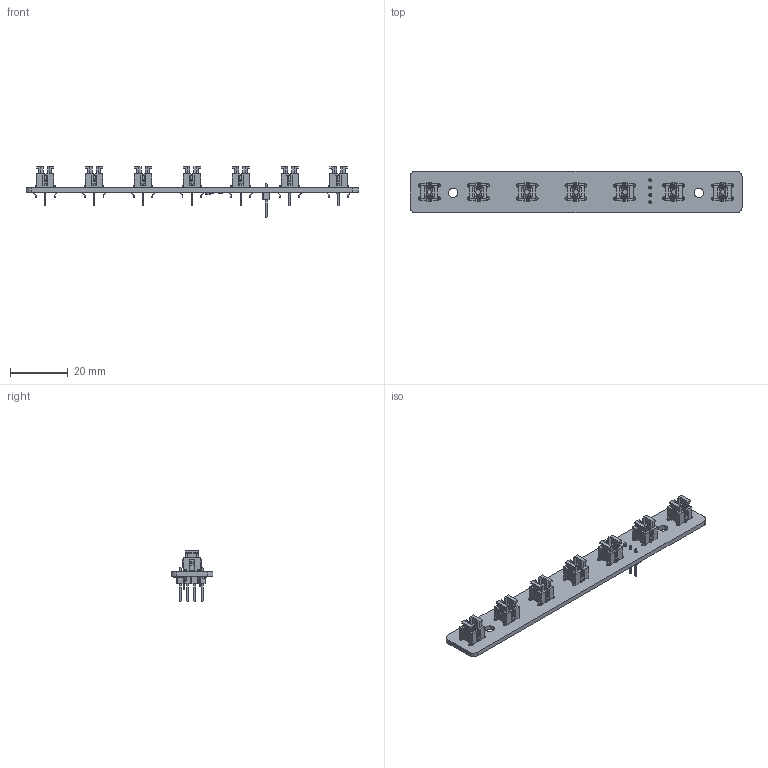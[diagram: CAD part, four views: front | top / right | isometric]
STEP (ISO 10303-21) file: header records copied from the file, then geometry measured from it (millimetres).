
FILE_DESCRIPTION(('KiCad electronic assembly'),'2;1');
FILE_NAME('ufc_v5_ap.step','2022-08-26T16:10:12',('An Author'),( 'A Company'),'Open CASCADE STEP processor 6.9', 'KiCad to STEP converter','Unknown');
FILE_SCHEMA(('AUTOMOTIVE_DESIGN { 1 0 10303 214 1 1 1 1 }'));
Length unit declared in the file: millimetre
Products named in the file (12): Open CASCADE STEP translator 6.9 1; R_Array_Convex_4x0603; SOLID; R_0402_1005Metric; PinHeader_1x04_P2.54mm_Vertical; C_0603_1608Metric; TL1240GQ; COMPOUND
Assembly tree (18 placements, depth 3):
  Open CASCADE STEP translator 6.9 1
    R_Array_Convex_4x0603  x2
      SOLID
    R_0402_1005Metric
      SOLID
    PinHeader_1x04_P2.54mm_Vertical
      SOLID
    C_0603_1608Metric
      SOLID
    TL1240GQ  x7
      SOLID
    COMPOUND
Bounding box: 115 x 14.5 x 17.44 mm (x, y, z)
Volume: 3574.2 mm3; surface area: 7883.8 mm2
Topology: 13 solids, 13 shells, 2626 faces, 7580 edges, 4976 vertices
Faces by surface type: plane 2127, cylinder 478, cone 14, bspline 7
Full cylindrical faces by diameter (mm): 0.762 x14, 1 x4, 1.1 x28, 3.2 x2
Entity records: 54347 total; most frequent: CARTESIAN_POINT 9144, DIRECTION 7656, LINE 5242, VECTOR 5242, ORIENTED_EDGE 3996, PCURVE 3996, DEFINITIONAL_REPRESENTATION 3996, EDGE_CURVE 1998
